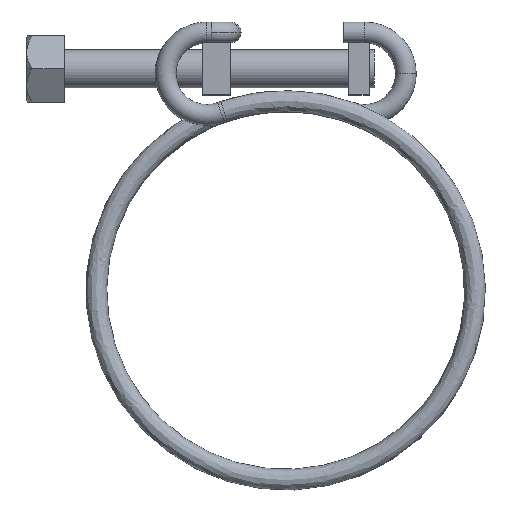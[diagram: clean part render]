
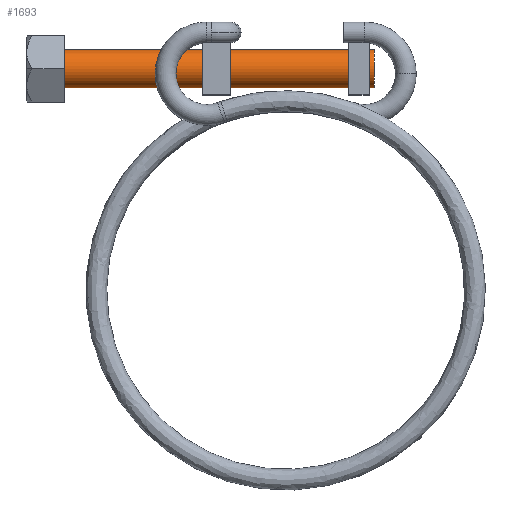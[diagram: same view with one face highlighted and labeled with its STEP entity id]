
A CAD part, top view. The second image highlights one B-rep face of the part: STEP entity #1693.
In plain terms, the highlighted cylindrical face has radius 2 mm (diameter 4 mm), a partial arc.
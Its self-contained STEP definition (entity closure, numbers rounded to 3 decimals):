
#340 = ORIENTED_EDGE ( 'NONE', *, *, #5823, .T. ) ;
#344 = LINE ( 'NONE', #5685, #3568 ) ;
#657 = VERTEX_POINT ( 'NONE', #8503 ) ;
#826 = CYLINDRICAL_SURFACE ( 'NONE', #2285, 2. ) ;
#1220 = EDGE_CURVE ( 'NONE', #4984, #6255, #3523, .T. ) ;
#1362 = CIRCLE ( 'NONE', #2920, 2. ) ;
#1525 = DIRECTION ( 'NONE',  ( -1., 0., 0. ) ) ;
#1693 = ADVANCED_FACE ( 'NONE', ( #5573 ), #826, .T. ) ;
#2008 = EDGE_LOOP ( 'NONE', ( #6496, #2269, #340, #2818 ) ) ;
#2269 = ORIENTED_EDGE ( 'NONE', *, *, #2463, .T. ) ;
#2285 = AXIS2_PLACEMENT_3D ( 'NONE', #6243, #6198, #6899 ) ;
#2452 = EDGE_CURVE ( 'NONE', #6255, #657, #344, .T. ) ;
#2463 = EDGE_CURVE ( 'NONE', #4984, #3752, #7619, .T. ) ;
#2601 = CARTESIAN_POINT ( 'NONE',  ( 9.331, 21.4, 0. ) ) ;
#2818 = ORIENTED_EDGE ( 'NONE', *, *, #2452, .F. ) ;
#2920 = AXIS2_PLACEMENT_3D ( 'NONE', #7604, #5759, #8380 ) ;
#2982 = DIRECTION ( 'NONE',  ( -1., 0., 0. ) ) ;
#3523 = CIRCLE ( 'NONE', #4658, 2. ) ;
#3568 = VECTOR ( 'NONE', #1525, 1000. ) ;
#3752 = VERTEX_POINT ( 'NONE', #7859 ) ;
#4658 = AXIS2_PLACEMENT_3D ( 'NONE', #8154, #5371, #8243 ) ;
#4934 = CARTESIAN_POINT ( 'NONE',  ( 9.331, 25.4, 0. ) ) ;
#4984 = VERTEX_POINT ( 'NONE', #4934 ) ;
#5371 = DIRECTION ( 'NONE',  ( 1., 0., 0. ) ) ;
#5573 = FACE_OUTER_BOUND ( 'NONE', #2008, .T. ) ;
#5685 = CARTESIAN_POINT ( 'NONE',  ( 9.331, 21.4, 0. ) ) ;
#5759 = DIRECTION ( 'NONE',  ( 1., 0., 0. ) ) ;
#5823 = EDGE_CURVE ( 'NONE', #3752, #657, #1362, .T. ) ;
#6198 = DIRECTION ( 'NONE',  ( -1., 0., 0. ) ) ;
#6243 = CARTESIAN_POINT ( 'NONE',  ( 9.331, 23.4, 0. ) ) ;
#6255 = VERTEX_POINT ( 'NONE', #2601 ) ;
#6496 = ORIENTED_EDGE ( 'NONE', *, *, #1220, .F. ) ;
#6899 = DIRECTION ( 'NONE',  ( 0., -1., 0. ) ) ;
#7255 = VECTOR ( 'NONE', #2982, 1000. ) ;
#7604 = CARTESIAN_POINT ( 'NONE',  ( -23.369, 23.4, 0. ) ) ;
#7619 = LINE ( 'NONE', #8395, #7255 ) ;
#7859 = CARTESIAN_POINT ( 'NONE',  ( -23.369, 25.4, 0. ) ) ;
#8154 = CARTESIAN_POINT ( 'NONE',  ( 9.331, 23.4, 0. ) ) ;
#8243 = DIRECTION ( 'NONE',  ( 0., 1., 0. ) ) ;
#8380 = DIRECTION ( 'NONE',  ( 0., 1., 0. ) ) ;
#8395 = CARTESIAN_POINT ( 'NONE',  ( 9.331, 25.4, 0. ) ) ;
#8503 = CARTESIAN_POINT ( 'NONE',  ( -23.369, 21.4, 0. ) ) ;
